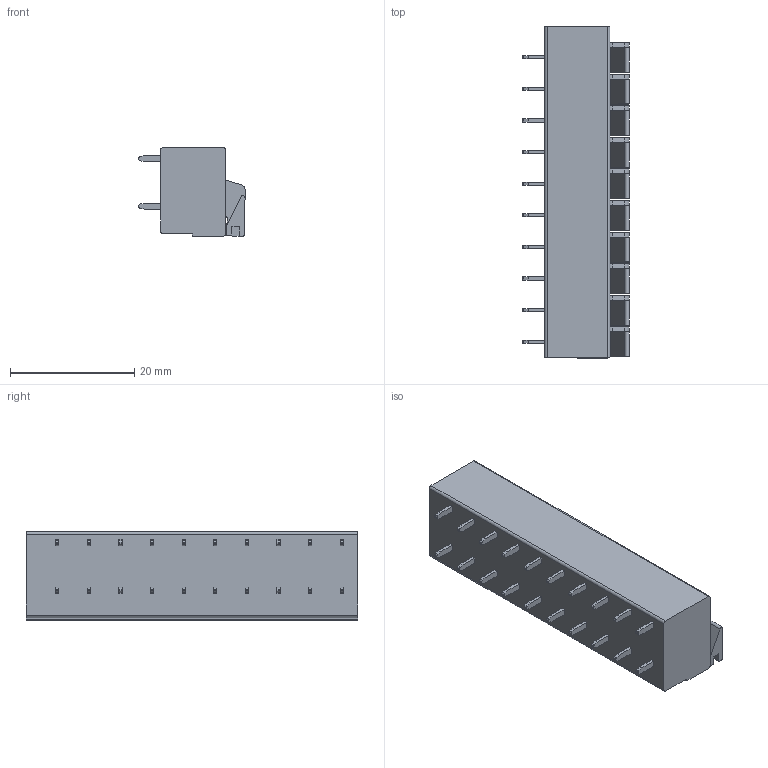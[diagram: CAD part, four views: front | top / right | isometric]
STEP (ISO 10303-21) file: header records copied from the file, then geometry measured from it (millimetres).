
FILE_DESCRIPTION((''),'2;1');
FILE_NAME('DB142R-508-1P','2023-04-12T',('86134'),(''),'PRO/ENGINEER BY PARAMETRIC TECHNOLOGY CORPORATION, 2010280','PRO/ENGINEER BY PARAMETRIC TECHNOLOGY CORPORATION, 2010280','');
FILE_SCHEMA(('CONFIG_CONTROL_DESIGN'));
Length unit declared in the file: millimetre
Products named in the file (1): DB142R-508-1P
Bounding box: 17.1 x 53.34 x 14.23 mm (x, y, z)
Volume: 8082.6 mm3; surface area: 4942.4 mm2
Topology: 1 solids, 1 shells, 536 faces, 1459 edges, 966 vertices
Faces by surface type: plane 339, cylinder 165, cone 32
Entity records: 16935 total; most frequent: CARTESIAN_POINT 2961, ORIENTED_EDGE 2918, DIRECTION 2905, EDGE_CURVE 1459, VECTOR 1085, LINE 1085, VERTEX_POINT 966, AXIS2_PLACEMENT_3D 910
